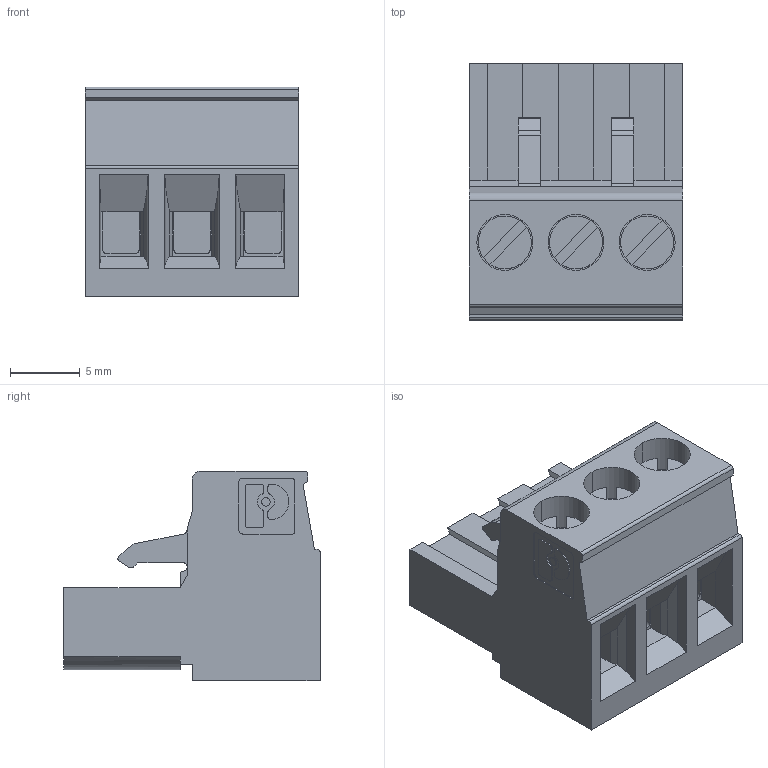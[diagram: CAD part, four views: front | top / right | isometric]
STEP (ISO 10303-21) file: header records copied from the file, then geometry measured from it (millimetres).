
FILE_DESCRIPTION(('Creo Elements/Direct Modeling STEP Export'),'2;1');
FILE_NAME('model.stp','2020-04-09T 6:20:15',(''),(''),'Creo Elements/Direct Modeling STEP processor for AP214 (Solid Model)','Creo Elements/Direct Modeling 20.1A 29-Sep-2018 (C) Parametric Technology GmbH','');
FILE_SCHEMA(('AUTOMOTIVE_DESIGN { 1 0 10303 214 1 1 1 1 }'));
Length unit declared in the file: millimetre
Products named in the file (2): MSTB_2.5_3-ST-5.08
Assembly tree (1 placements, depth 2):
  MSTB_2.5_3-ST-5.08
    MSTB_2.5_3-ST-5.08
Bounding box: 15.24 x 18.3 x 15 mm (x, y, z)
Volume: 2495.1 mm3; surface area: 1901.2 mm2
Topology: 1 solids, 1 shells, 228 faces, 596 edges, 389 vertices
Faces by surface type: plane 160, cylinder 68
Entity records: 8552 total; most frequent: ORIENTED_EDGE 1192, CARTESIAN_POINT 1152, DIRECTION 1108, EDGE_CURVE 596, VECTOR 418, LINE 418, VERTEX_POINT 389, AXIS2_PLACEMENT_3D 345
